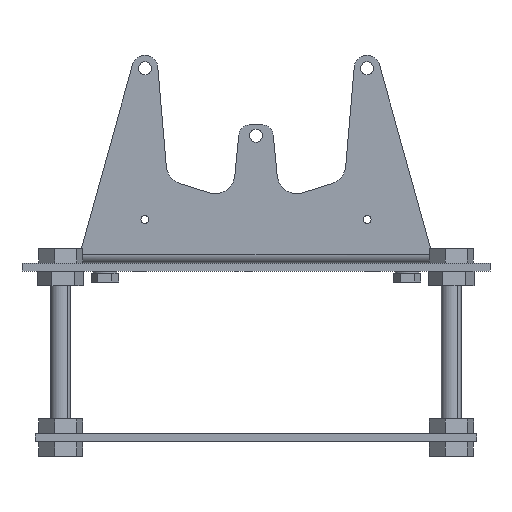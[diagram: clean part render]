
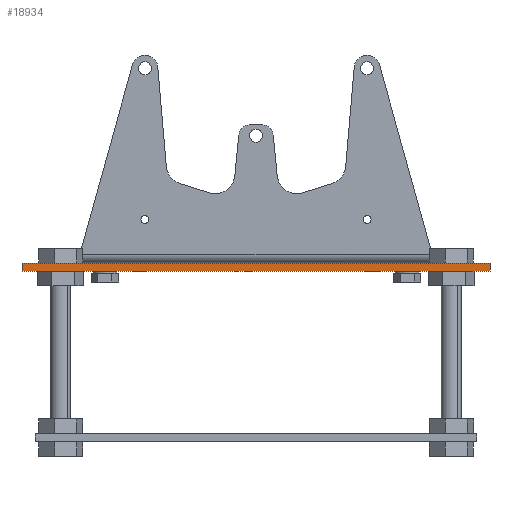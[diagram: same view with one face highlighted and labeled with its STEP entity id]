
A CAD part, left-side view. The second image highlights one B-rep face of the part: STEP entity #18934.
In plain terms, the highlighted face is planar.
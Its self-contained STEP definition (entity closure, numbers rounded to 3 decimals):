
#1439 = VERTEX_POINT ( 'NONE', #11312 ) ;
#3312 = EDGE_CURVE ( 'NONE', #17674, #1439, #22745, .T. ) ;
#4121 = CARTESIAN_POINT ( 'NONE',  ( -291.497, -225.765, 148.345 ) ) ;
#5135 = VECTOR ( 'NONE', #23892, 1000. ) ;
#5240 = EDGE_CURVE ( 'NONE', #1439, #18926, #5846, .T. ) ;
#5846 = LINE ( 'NONE', #28402, #5135 ) ;
#5977 = EDGE_CURVE ( 'NONE', #9581, #18926, #23409, .T. ) ;
#7572 = CARTESIAN_POINT ( 'NONE',  ( -291.497, -225.765, 140.345 ) ) ;
#8039 = CARTESIAN_POINT ( 'NONE',  ( 180.503, -225.765, 148.345 ) ) ;
#8121 = EDGE_LOOP ( 'NONE', ( #11445, #24947, #21947, #27795 ) ) ;
#9581 = VERTEX_POINT ( 'NONE', #16302 ) ;
#11101 = CARTESIAN_POINT ( 'NONE',  ( -291.497, -225.765, 140.345 ) ) ;
#11312 = CARTESIAN_POINT ( 'NONE',  ( -291.497, -225.765, 148.345 ) ) ;
#11445 = ORIENTED_EDGE ( 'NONE', *, *, #5977, .T. ) ;
#12102 = DIRECTION ( 'NONE',  ( -1., 0., 0. ) ) ;
#12684 = CARTESIAN_POINT ( 'NONE',  ( -291.497, -225.765, 148.345 ) ) ;
#13083 = CARTESIAN_POINT ( 'NONE',  ( 180.503, -225.765, 148.345 ) ) ;
#14361 = EDGE_CURVE ( 'NONE', #9581, #17674, #20292, .T. ) ;
#14875 = PLANE ( 'NONE',  #25366 ) ;
#14977 = DIRECTION ( 'NONE',  ( 0., 0., 1. ) ) ;
#16302 = CARTESIAN_POINT ( 'NONE',  ( 180.503, -225.765, 140.345 ) ) ;
#17674 = VERTEX_POINT ( 'NONE', #11101 ) ;
#18926 = VERTEX_POINT ( 'NONE', #8039 ) ;
#18934 = ADVANCED_FACE ( 'NONE', ( #22517 ), #14875, .F. ) ;
#19807 = DIRECTION ( 'NONE',  ( 0., 0., 1. ) ) ;
#19891 = VECTOR ( 'NONE', #26632, 1000. ) ;
#20292 = LINE ( 'NONE', #7572, #25559 ) ;
#21947 = ORIENTED_EDGE ( 'NONE', *, *, #3312, .F. ) ;
#22517 = FACE_OUTER_BOUND ( 'NONE', #8121, .T. ) ;
#22728 = VECTOR ( 'NONE', #19807, 1000. ) ;
#22745 = LINE ( 'NONE', #4121, #19891 ) ;
#23409 = LINE ( 'NONE', #13083, #22728 ) ;
#23892 = DIRECTION ( 'NONE',  ( 1., 0., 0. ) ) ;
#24947 = ORIENTED_EDGE ( 'NONE', *, *, #5240, .F. ) ;
#25366 = AXIS2_PLACEMENT_3D ( 'NONE', #12684, #28452, #14977 ) ;
#25559 = VECTOR ( 'NONE', #12102, 1000. ) ;
#26632 = DIRECTION ( 'NONE',  ( 0., 0., 1. ) ) ;
#27795 = ORIENTED_EDGE ( 'NONE', *, *, #14361, .F. ) ;
#28402 = CARTESIAN_POINT ( 'NONE',  ( -291.497, -225.765, 148.345 ) ) ;
#28452 = DIRECTION ( 'NONE',  ( 0., 1., 0. ) ) ;
